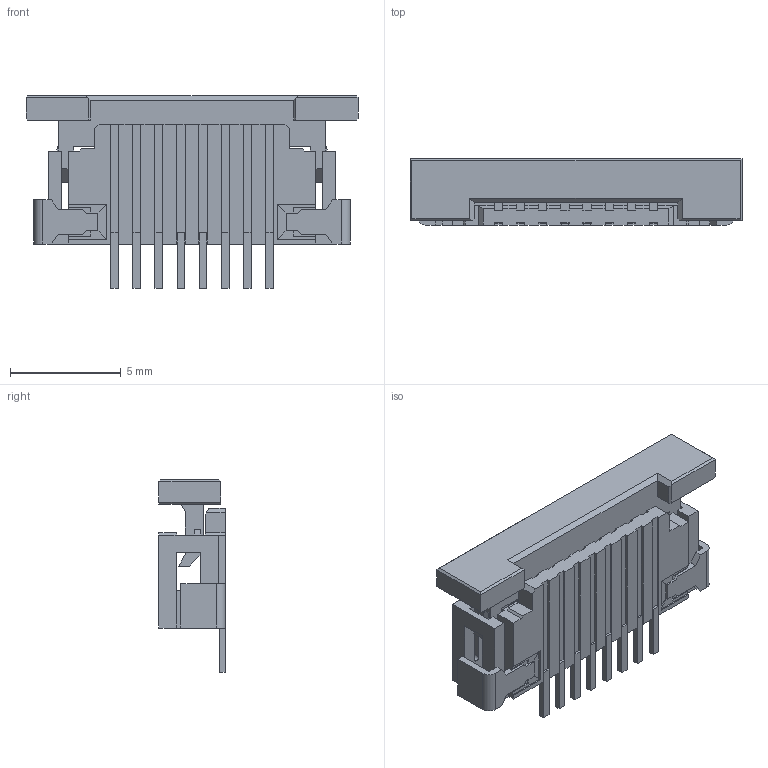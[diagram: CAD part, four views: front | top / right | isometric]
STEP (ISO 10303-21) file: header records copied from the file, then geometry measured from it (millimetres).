
FILE_DESCRIPTION((''),'2;1');
FILE_NAME('522710869','2009-07-27T',('pnb'),(''),'PRO/ENGINEER BY PARAMETRIC TECHNOLOGY CORPORATION, 2003451','PRO/ENGINEER BY PARAMETRIC TECHNOLOGY CORPORATION, 2003451','');
FILE_SCHEMA(('CONFIG_CONTROL_DESIGN'));
Length unit declared in the file: millimetre
Products named in the file (1): 522710869
Bounding box: 15 x 3 x 8.7 mm (x, y, z)
Volume: 164.4 mm3; surface area: 637.2 mm2
Topology: 1 solids, 1 shells, 373 faces, 1240 edges, 827 vertices
Faces by surface type: plane 365, cylinder 8
Entity records: 13307 total; most frequent: CARTESIAN_POINT 2398, ORIENTED_EDGE 2394, DIRECTION 2004, VECTOR 1224, LINE 1224, EDGE_CURVE 1197, VERTEX_POINT 784, EDGE_LOOP 391
